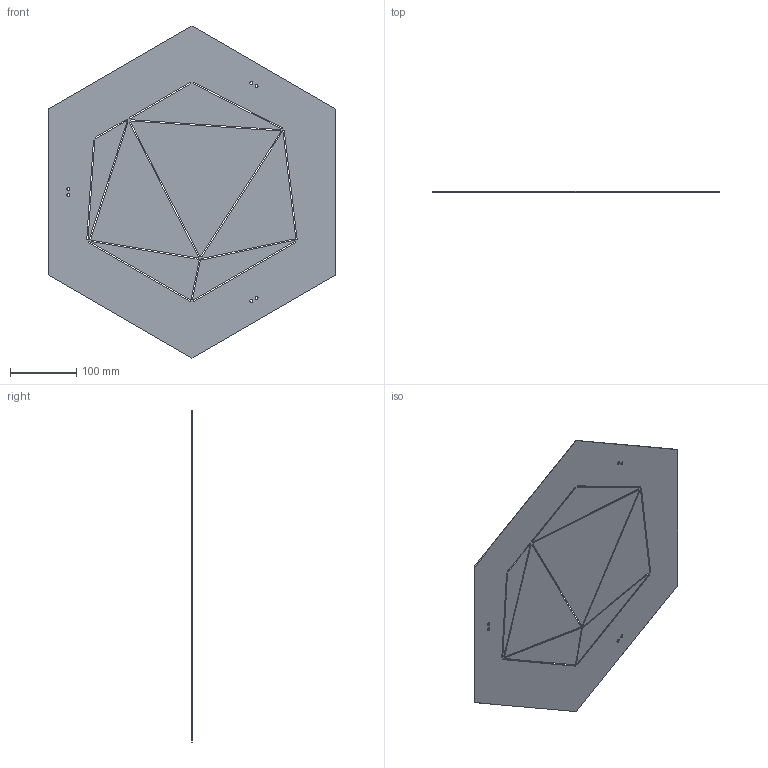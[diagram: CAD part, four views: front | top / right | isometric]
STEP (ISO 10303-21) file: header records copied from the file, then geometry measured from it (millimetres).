
FILE_DESCRIPTION (( 'STEP AP214' ), '1' );
FILE_NAME ('Lampe_gebohrt_neu.STEP', '2016-02-12T15:54:01', ( '' ), ( '' ), 'SwSTEP 2.0', 'SolidWorks 2015', '' );
FILE_SCHEMA (( 'AUTOMOTIVE_DESIGN' ));
Length unit declared in the file: millimetre
Products named in the file (1): Lampe_gebohrt_neu
Bounding box: 433.01 x 1 x 500 mm (x, y, z)
Volume: 157863.1 mm3; surface area: 321776.2 mm2
Topology: 1 solids, 1 shells, 90 faces, 264 edges, 176 vertices
Faces by surface type: cylinder 54, plane 36
Entity records: 3150 total; most frequent: DIRECTION 554, CARTESIAN_POINT 531, ORIENTED_EDGE 528, EDGE_CURVE 264, AXIS2_PLACEMENT_3D 199, VERTEX_POINT 176, VECTOR 156, LINE 156
